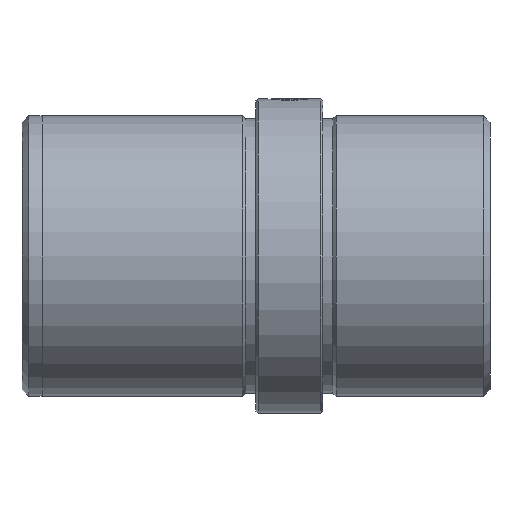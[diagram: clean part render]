
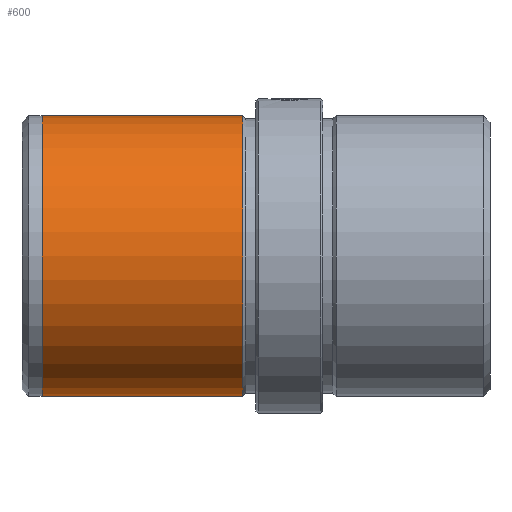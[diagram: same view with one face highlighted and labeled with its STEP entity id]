
A CAD part, left-side view. The second image highlights one B-rep face of the part: STEP entity #600.
In plain terms, the highlighted cylindrical face has radius 21 mm (diameter 42 mm), a partial arc.
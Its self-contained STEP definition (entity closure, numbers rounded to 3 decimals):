
#114 = EDGE_LOOP ( 'NONE', ( #972, #873, #414, #1743 ) ) ;
#131 = CARTESIAN_POINT ( 'NONE',  ( 0., 67., 0. ) ) ;
#170 = DIRECTION ( 'NONE',  ( 0., 0., -1. ) ) ;
#218 = EDGE_CURVE ( 'NONE', #730, #357, #1713, .T. ) ;
#243 = VECTOR ( 'NONE', #1321, 1000. ) ;
#293 = DIRECTION ( 'NONE',  ( 0., 0., -1. ) ) ;
#295 = CARTESIAN_POINT ( 'NONE',  ( 0., 37., 0. ) ) ;
#357 = VERTEX_POINT ( 'NONE', #1050 ) ;
#395 = CYLINDRICAL_SURFACE ( 'NONE', #1936, 21. ) ;
#414 = ORIENTED_EDGE ( 'NONE', *, *, #703, .T. ) ;
#464 = DIRECTION ( 'NONE',  ( 0., 0., -1. ) ) ;
#544 = VECTOR ( 'NONE', #796, 1000. ) ;
#572 = VERTEX_POINT ( 'NONE', #1940 ) ;
#600 = ADVANCED_FACE ( 'NONE', ( #1256 ), #395, .T. ) ;
#694 = CARTESIAN_POINT ( 'NONE',  ( 0., 37., 21. ) ) ;
#703 = EDGE_CURVE ( 'NONE', #1284, #357, #1534, .T. ) ;
#729 = AXIS2_PLACEMENT_3D ( 'NONE', #131, #1265, #293 ) ;
#730 = VERTEX_POINT ( 'NONE', #694 ) ;
#796 = DIRECTION ( 'NONE',  ( 0., -1., 0. ) ) ;
#825 = DIRECTION ( 'NONE',  ( 0., -1., 0. ) ) ;
#873 = ORIENTED_EDGE ( 'NONE', *, *, #1446, .T. ) ;
#956 = CARTESIAN_POINT ( 'NONE',  ( 0., 0., 21. ) ) ;
#972 = ORIENTED_EDGE ( 'NONE', *, *, #2040, .F. ) ;
#1050 = CARTESIAN_POINT ( 'NONE',  ( 0., 37., -21. ) ) ;
#1179 = CARTESIAN_POINT ( 'NONE',  ( 0., 67., -21. ) ) ;
#1256 = FACE_OUTER_BOUND ( 'NONE', #114, .T. ) ;
#1265 = DIRECTION ( 'NONE',  ( 0., -1., 0. ) ) ;
#1284 = VERTEX_POINT ( 'NONE', #1179 ) ;
#1321 = DIRECTION ( 'NONE',  ( 0., -1., 0. ) ) ;
#1404 = CIRCLE ( 'NONE', #729, 21. ) ;
#1430 = DIRECTION ( 'NONE',  ( 0., -1., 0. ) ) ;
#1446 = EDGE_CURVE ( 'NONE', #572, #1284, #1404, .T. ) ;
#1534 = LINE ( 'NONE', #1650, #243 ) ;
#1650 = CARTESIAN_POINT ( 'NONE',  ( 0., 0., -21. ) ) ;
#1713 = CIRCLE ( 'NONE', #2025, 21. ) ;
#1743 = ORIENTED_EDGE ( 'NONE', *, *, #218, .F. ) ;
#1784 = CARTESIAN_POINT ( 'NONE',  ( 0., 0., 0. ) ) ;
#1836 = LINE ( 'NONE', #956, #544 ) ;
#1936 = AXIS2_PLACEMENT_3D ( 'NONE', #1784, #825, #170 ) ;
#1940 = CARTESIAN_POINT ( 'NONE',  ( 0., 67., 21. ) ) ;
#2025 = AXIS2_PLACEMENT_3D ( 'NONE', #295, #1430, #464 ) ;
#2040 = EDGE_CURVE ( 'NONE', #572, #730, #1836, .T. ) ;
